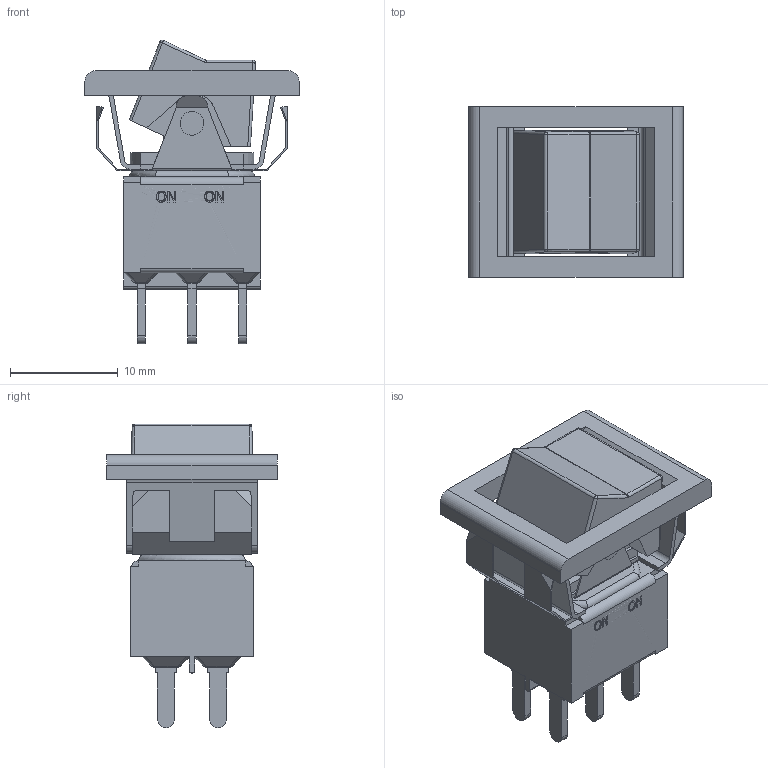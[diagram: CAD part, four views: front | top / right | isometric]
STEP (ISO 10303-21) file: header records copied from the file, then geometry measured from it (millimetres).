
FILE_DESCRIPTION((' '),'2;1');
FILE_NAME('300DPxR6xxxM3xE.stp','2017-08-01T09:36:39',(' '),(' '),' ','ACIS',' ');
FILE_SCHEMA(('CONFIG_CONTROL_DESIGN'));
Length unit declared in the file: inch
Products named in the file (1): 300DPxR6xxxM3xE.stp
Bounding box: 19.85 x 15.8 x 28.16 mm (x, y, z)
Volume: 1867.4 mm3; surface area: 3977.7 mm2
Topology: 1 solids, 2 shells, 599 faces, 1563 edges, 976 vertices
Faces by surface type: plane 437, cylinder 102, bspline 30, sphere 28, torus 2
Full cylindrical faces by diameter (mm): 2.2 x2, 3.2 x1, 5.2 x1
Entity records: 18382 total; most frequent: CARTESIAN_POINT 3645, ORIENTED_EDGE 3114, DIRECTION 2885, EDGE_CURVE 1557, VECTOR 1245, LINE 1245, VERTEX_POINT 976, AXIS2_PLACEMENT_3D 820
